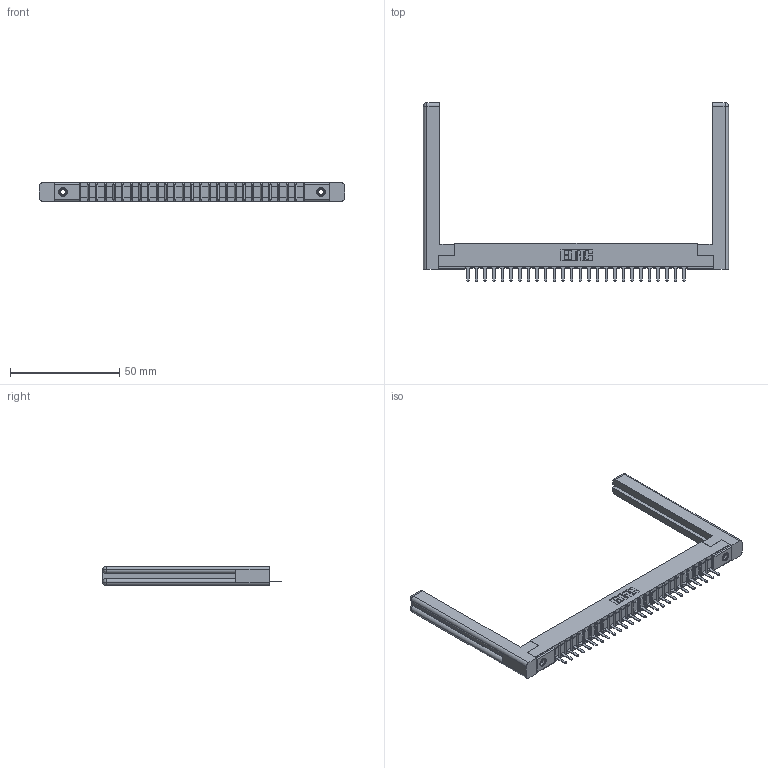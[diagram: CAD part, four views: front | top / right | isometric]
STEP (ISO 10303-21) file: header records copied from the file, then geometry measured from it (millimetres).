
FILE_DESCRIPTION (( 'STEP AP203' ), '1' );
FILE_NAME ('307-026-525-158.STEP', '2019-09-03T21:39:42', ( '' ), ( '' ), 'SwSTEP 2.0', 'SolidWorks 2016', '' );
FILE_SCHEMA (( 'CONFIG_CONTROL_DESIGN' ));
Length unit declared in the file: inch
Products named in the file (5): 307 Part_.156 Dia Mounting Holes; 345-250-001_345-250-001-102; 307-290-001_525; 307-220-058; 307-026-525-158
Assembly tree (31 placements, depth 2):
  307-026-525-158
    307 Part_.156 Dia Mounting Holes
    307-290-001_525  x26
    307-220-058  x2
    345-250-001_345-250-001-102  x2
Bounding box: 139.65 x 81.74 x 8.71 mm (x, y, z)
Volume: 16504.3 mm3; surface area: 18963.5 mm2
Topology: 31 solids, 31 shells, 1743 faces, 4889 edges, 3138 vertices
Faces by surface type: plane 1116, cylinder 549, sphere 54, torus 12, cone 12
Entity records: 26863 total; most frequent: CARTESIAN_POINT 4527, ORIENTED_EDGE 4452, DIRECTION 4372, EDGE_CURVE 2226, LINE 1698, VECTOR 1698, VERTEX_POINT 1438, AXIS2_PLACEMENT_3D 1337
